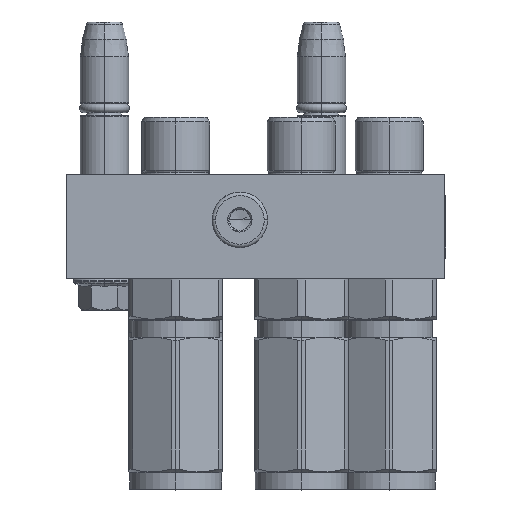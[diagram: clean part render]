
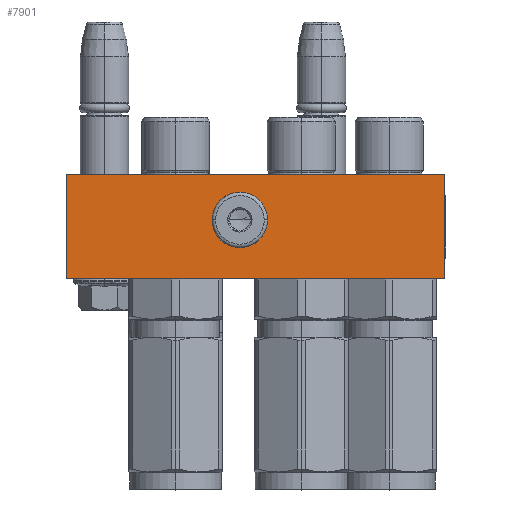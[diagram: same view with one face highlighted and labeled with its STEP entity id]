
A CAD part, front view. The second image highlights one B-rep face of the part: STEP entity #7901.
In plain terms, the highlighted face is planar.
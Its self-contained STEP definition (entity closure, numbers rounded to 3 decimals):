
#31 = CARTESIAN_POINT ( 'NONE',  ( -5.185, 7.78, -50. ) ) ;
#567 = VERTEX_POINT ( 'NONE', #49865 ) ;
#1904 = CARTESIAN_POINT ( 'NONE',  ( -4.5, 7.78, -50. ) ) ;
#2188 = CARTESIAN_POINT ( 'NONE',  ( 0.388, 11.16, -50. ) ) ;
#2367 = CARTESIAN_POINT ( 'NONE',  ( -9.72, 13., -50. ) ) ;
#2702 = CARTESIAN_POINT ( 'NONE',  ( -9.719, 13.346, -50. ) ) ;
#3522 = CARTESIAN_POINT ( 'NONE',  ( -7.13, 17.561, -50. ) ) ;
#3683 = ORIENTED_EDGE ( 'NONE', *, *, #57057, .F. ) ;
#5155 = LINE ( 'NONE', #19721, #20338 ) ;
#5563 = VERTEX_POINT ( 'NONE', #11290 ) ;
#7901 = ADVANCED_FACE ( 'NONE', ( #63661, #29170 ), #41110, .T. ) ;
#9607 = VERTEX_POINT ( 'NONE', #76981 ) ;
#11290 = CARTESIAN_POINT ( 'NONE',  ( -54.5, 30., -50. ) ) ;
#12206 = EDGE_LOOP ( 'NONE', ( #66607, #16290, #19716 ) ) ;
#12486 = CARTESIAN_POINT ( 'NONE',  ( -54.5, 0., -50. ) ) ;
#12771 = CARTESIAN_POINT ( 'NONE',  ( -9.678, 12.317, -50. ) ) ;
#15468 = CARTESIAN_POINT ( 'NONE',  ( -9.686, 13.685, -50. ) ) ;
#16281 = CARTESIAN_POINT ( 'NONE',  ( 0.553, 14.354, -50. ) ) ;
#16290 = ORIENTED_EDGE ( 'NONE', *, *, #44897, .T. ) ;
#18705 = CARTESIAN_POINT ( 'NONE',  ( -8.675, 9.793, -50. ) ) ;
#18976 = DIRECTION ( 'NONE',  ( 0., 1., 0. ) ) ;
#19716 = ORIENTED_EDGE ( 'NONE', *, *, #27529, .T. ) ;
#19721 = CARTESIAN_POINT ( 'NONE',  ( 54.5, 30., -50. ) ) ;
#20338 = VECTOR ( 'NONE', #39884, 1000. ) ;
#20580 = CARTESIAN_POINT ( 'NONE',  ( 0.446, 11.321, -50. ) ) ;
#21673 = CARTESIAN_POINT ( 'NONE',  ( 0.686, 12.315, -50. ) ) ;
#21909 = CARTESIAN_POINT ( 'NONE',  ( -9.061, 15.629, -50. ) ) ;
#22209 = CARTESIAN_POINT ( 'NONE',  ( 54.5, 0., -50. ) ) ;
#22462 = VECTOR ( 'NONE', #80464, 1000. ) ;
#22747 = CARTESIAN_POINT ( 'NONE',  ( -3.135, 18.085, -50. ) ) ;
#22769 = EDGE_CURVE ( 'NONE', #32852, #567, #57988, .T. ) ;
#27529 = EDGE_CURVE ( 'NONE', #42854, #68004, #31476, .T. ) ;
#27578 = LINE ( 'NONE', #12486, #50933 ) ;
#27918 = ORIENTED_EDGE ( 'NONE', *, *, #22769, .T. ) ;
#28145 = CARTESIAN_POINT ( 'NONE',  ( 54.5, 0., -50. ) ) ;
#29170 = FACE_OUTER_BOUND ( 'NONE', #76079, .T. ) ;
#29275 = CARTESIAN_POINT ( 'NONE',  ( -5.865, 18.084, -50. ) ) ;
#29425 = LINE ( 'NONE', #62184, #75028 ) ;
#31476 = B_SPLINE_CURVE_WITH_KNOTS ( 'NONE', 3,
 ( #73512, #80757, #48600, #42068, #55098, #16281, #61614, #34739, #80218, #79936, #54278, #22747, #68119, #74046, #29275, #3522, #35287, #74600, #21909, #67262, #73776, #81031, #42338, #15468, #2702, #48045 ),
 .UNSPECIFIED., .F., .F.,
 ( 4, 2, 2, 2, 2, 2, 2, 2, 2, 2, 2, 2, 4 ),
 ( 0., 0.031, 0.062, 0.125, 0.25, 0.375, 0.5, 0.625, 0.75, 0.875, 0.906, 0.937, 1. ),
 .UNSPECIFIED. ) ;
#31501 = CARTESIAN_POINT ( 'NONE',  ( -9.653, 12.15, -50. ) ) ;
#32852 = VERTEX_POINT ( 'NONE', #22209 ) ;
#33664 = CARTESIAN_POINT ( 'NONE',  ( 0.061, 10.371, -50. ) ) ;
#34739 = CARTESIAN_POINT ( 'NONE',  ( 0.061, 15.63, -50. ) ) ;
#35287 = CARTESIAN_POINT ( 'NONE',  ( -7.707, 17.175, -50. ) ) ;
#38008 = CARTESIAN_POINT ( 'NONE',  ( -7.13, 8.44, -50. ) ) ;
#38558 = CARTESIAN_POINT ( 'NONE',  ( -9.72, 13., -50. ) ) ;
#39884 = DIRECTION ( 'NONE',  ( -1., 0., 0. ) ) ;
#40852 = CARTESIAN_POINT ( 'NONE',  ( 54.5, 0., -50. ) ) ;
#41110 = PLANE ( 'NONE',  #80240 ) ;
#42068 = CARTESIAN_POINT ( 'NONE',  ( 0.678, 13.683, -50. ) ) ;
#42338 = CARTESIAN_POINT ( 'NONE',  ( -9.586, 14.185, -50. ) ) ;
#42854 = VERTEX_POINT ( 'NONE', #45827 ) ;
#43055 = B_SPLINE_CURVE_WITH_KNOTS ( 'NONE', 3,
 ( #1904, #73554, #66200, #46967, #59999, #60544, #33664, #2188, #20580, #59442, #67023, #21673, #47511, #73280 ),
 .UNSPECIFIED., .F., .F.,
 ( 4, 2, 2, 2, 2, 2, 4 ),
 ( 0.5, 0.625, 0.75, 0.875, 0.906, 0.938, 1. ),
 .UNSPECIFIED. ) ;
#44500 = CARTESIAN_POINT ( 'NONE',  ( -4.5, 7.78, -50. ) ) ;
#44897 = EDGE_CURVE ( 'NONE', #9607, #42854, #43055, .T. ) ;
#45044 = VERTEX_POINT ( 'NONE', #80789 ) ;
#45827 = CARTESIAN_POINT ( 'NONE',  ( 0.72, 13., -50. ) ) ;
#46967 = CARTESIAN_POINT ( 'NONE',  ( -1.87, 8.439, -50. ) ) ;
#47511 = CARTESIAN_POINT ( 'NONE',  ( 0.719, 12.654, -50. ) ) ;
#48045 = CARTESIAN_POINT ( 'NONE',  ( -9.72, 13., -50. ) ) ;
#48600 = CARTESIAN_POINT ( 'NONE',  ( 0.711, 13.344, -50. ) ) ;
#49167 = B_SPLINE_CURVE_WITH_KNOTS ( 'NONE', 3,
 ( #38558, #64074, #51601, #12771, #31501, #76780, #82946, #56988, #18705, #77055, #38008, #83222, #31, #44500 ),
 .UNSPECIFIED., .F., .F.,
 ( 4, 2, 2, 2, 2, 2, 4 ),
 ( 0., 0.031, 0.063, 0.125, 0.25, 0.375, 0.5 ),
 .UNSPECIFIED. ) ;
#49865 = CARTESIAN_POINT ( 'NONE',  ( -54.5, 0., -50. ) ) ;
#50933 = VECTOR ( 'NONE', #18976, 1000. ) ;
#51601 = CARTESIAN_POINT ( 'NONE',  ( -9.711, 12.656, -50. ) ) ;
#53584 = DIRECTION ( 'NONE',  ( 0., 0., -1. ) ) ;
#54278 = CARTESIAN_POINT ( 'NONE',  ( -1.87, 17.56, -50. ) ) ;
#55098 = CARTESIAN_POINT ( 'NONE',  ( 0.653, 13.85, -50. ) ) ;
#56988 = CARTESIAN_POINT ( 'NONE',  ( -9.061, 10.37, -50. ) ) ;
#57057 = EDGE_CURVE ( 'NONE', #45044, #5563, #5155, .T. ) ;
#57988 = LINE ( 'NONE', #28145, #22462 ) ;
#59442 = CARTESIAN_POINT ( 'NONE',  ( 0.545, 11.647, -50. ) ) ;
#59999 = CARTESIAN_POINT ( 'NONE',  ( -1.293, 8.825, -50. ) ) ;
#60544 = CARTESIAN_POINT ( 'NONE',  ( -0.325, 9.793, -50. ) ) ;
#61614 = CARTESIAN_POINT ( 'NONE',  ( 0.454, 14.681, -50. ) ) ;
#62184 = CARTESIAN_POINT ( 'NONE',  ( 54.5, 0., -50. ) ) ;
#63661 = FACE_BOUND ( 'NONE', #12206, .T. ) ;
#64074 = CARTESIAN_POINT ( 'NONE',  ( -9.72, 12.827, -50. ) ) ;
#66200 = CARTESIAN_POINT ( 'NONE',  ( -3.135, 7.916, -50. ) ) ;
#66607 = ORIENTED_EDGE ( 'NONE', *, *, #77629, .T. ) ;
#67023 = CARTESIAN_POINT ( 'NONE',  ( 0.586, 11.815, -50. ) ) ;
#67262 = CARTESIAN_POINT ( 'NONE',  ( -9.388, 14.84, -50. ) ) ;
#68004 = VERTEX_POINT ( 'NONE', #2367 ) ;
#68119 = CARTESIAN_POINT ( 'NONE',  ( -3.815, 18.22, -50. ) ) ;
#70385 = ORIENTED_EDGE ( 'NONE', *, *, #77007, .F. ) ;
#72111 = ORIENTED_EDGE ( 'NONE', *, *, #76018, .T. ) ;
#73280 = CARTESIAN_POINT ( 'NONE',  ( 0.72, 13., -50. ) ) ;
#73512 = CARTESIAN_POINT ( 'NONE',  ( 0.72, 13., -50. ) ) ;
#73554 = CARTESIAN_POINT ( 'NONE',  ( -3.815, 7.78, -50. ) ) ;
#73776 = CARTESIAN_POINT ( 'NONE',  ( -9.446, 14.679, -50. ) ) ;
#74046 = CARTESIAN_POINT ( 'NONE',  ( -5.185, 18.22, -50. ) ) ;
#74600 = CARTESIAN_POINT ( 'NONE',  ( -8.675, 16.207, -50. ) ) ;
#75028 = VECTOR ( 'NONE', #81871, 1000. ) ;
#76018 = EDGE_CURVE ( 'NONE', #567, #5563, #27578, .T. ) ;
#76079 = EDGE_LOOP ( 'NONE', ( #72111, #3683, #70385, #27918 ) ) ;
#76780 = CARTESIAN_POINT ( 'NONE',  ( -9.553, 11.646, -50. ) ) ;
#76981 = CARTESIAN_POINT ( 'NONE',  ( -4.5, 7.78, -50. ) ) ;
#77007 = EDGE_CURVE ( 'NONE', #32852, #45044, #29425, .T. ) ;
#77055 = CARTESIAN_POINT ( 'NONE',  ( -7.707, 8.825, -50. ) ) ;
#77629 = EDGE_CURVE ( 'NONE', #68004, #9607, #49167, .T. ) ;
#78988 = DIRECTION ( 'NONE',  ( -1., 0., 0. ) ) ;
#79936 = CARTESIAN_POINT ( 'NONE',  ( -1.293, 17.175, -50. ) ) ;
#80218 = CARTESIAN_POINT ( 'NONE',  ( -0.325, 16.207, -50. ) ) ;
#80240 = AXIS2_PLACEMENT_3D ( 'NONE', #40852, #53584, #78988 ) ;
#80464 = DIRECTION ( 'NONE',  ( -1., 0., 0. ) ) ;
#80757 = CARTESIAN_POINT ( 'NONE',  ( 0.72, 13.173, -50. ) ) ;
#80789 = CARTESIAN_POINT ( 'NONE',  ( 54.5, 30., -50. ) ) ;
#81031 = CARTESIAN_POINT ( 'NONE',  ( -9.545, 14.353, -50. ) ) ;
#81871 = DIRECTION ( 'NONE',  ( 0., 1., 0. ) ) ;
#82946 = CARTESIAN_POINT ( 'NONE',  ( -9.454, 11.319, -50. ) ) ;
#83222 = CARTESIAN_POINT ( 'NONE',  ( -5.865, 7.915, -50. ) ) ;
